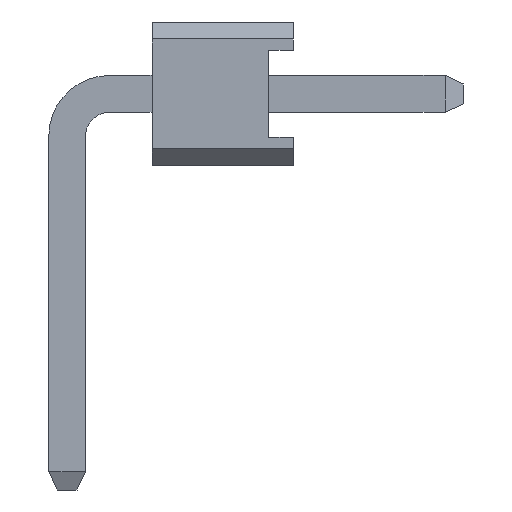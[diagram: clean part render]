
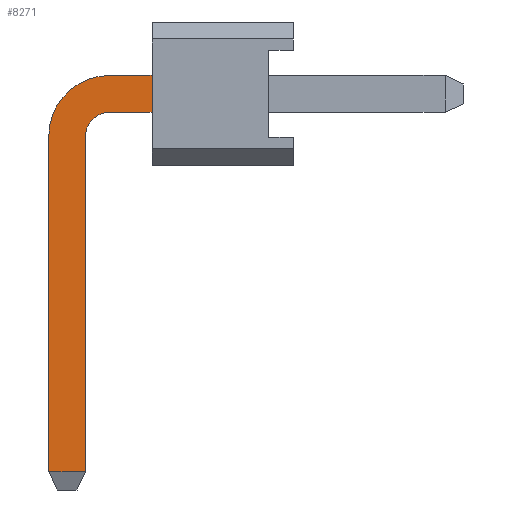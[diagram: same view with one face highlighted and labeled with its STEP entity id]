
A CAD part, left-side view. The second image highlights one B-rep face of the part: STEP entity #8271.
In plain terms, the highlighted planar face has unit normal (-1, 0, 0).
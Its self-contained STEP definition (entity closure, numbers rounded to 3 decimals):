
#674 = CARTESIAN_POINT ( 'NONE',  ( -0.325, 3.25, -0.325 ) ) ;
#688 = DIRECTION ( 'NONE',  ( 0., 0., 1. ) ) ;
#689 = DIRECTION ( 'NONE',  ( -1., 0., 0. ) ) ;
#690 = CARTESIAN_POINT ( 'NONE',  ( -0.325, 3.25, -0.75 ) ) ;
#691 = AXIS2_PLACEMENT_3D ( 'NONE', #690, #689, #688 ) ;
#692 = CIRCLE ( 'NONE', #691, 1.075 ) ;
#694 = CARTESIAN_POINT ( 'NONE',  ( -0.325, 3.25, 0.325 ) ) ;
#695 = DIRECTION ( 'NONE',  ( 0., -1., 0. ) ) ;
#696 = VECTOR ( 'NONE', #695, 1000. ) ;
#697 = CARTESIAN_POINT ( 'NONE',  ( -0.325, 3.25, 0.325 ) ) ;
#698 = LINE ( 'NONE', #697, #696 ) ;
#699 = DIRECTION ( 'NONE',  ( 0., -1., 0. ) ) ;
#700 = VECTOR ( 'NONE', #699, 1000. ) ;
#701 = CARTESIAN_POINT ( 'NONE',  ( -0.325, 3.25, -0.325 ) ) ;
#705 = LINE ( 'NONE', #701, #700 ) ;
#751 = PLANE ( 'NONE',  #753 ) ;
#752 = CARTESIAN_POINT ( 'NONE',  ( -0.325, 3.25, 0.325 ) ) ;
#753 = AXIS2_PLACEMENT_3D ( 'NONE', #752, #812, #811 ) ;
#754 = FACE_OUTER_BOUND ( 'NONE', #8272, .T. ) ;
#784 = AXIS2_PLACEMENT_3D ( 'NONE', #845, #844, #843 ) ;
#785 = CIRCLE ( 'NONE', #784, 0.425 ) ;
#787 = CARTESIAN_POINT ( 'NONE',  ( -0.325, 3.675, -0.75 ) ) ;
#788 = DIRECTION ( 'NONE',  ( 0., 0., -1. ) ) ;
#789 = VECTOR ( 'NONE', #788, 1000. ) ;
#790 = CARTESIAN_POINT ( 'NONE',  ( -0.325, 3.675, -0.75 ) ) ;
#791 = LINE ( 'NONE', #790, #789 ) ;
#792 = CARTESIAN_POINT ( 'NONE',  ( -0.325, 3.675, -6.678 ) ) ;
#793 = DIRECTION ( 'NONE',  ( 0., -1., 0. ) ) ;
#794 = VECTOR ( 'NONE', #793, 1000. ) ;
#795 = CARTESIAN_POINT ( 'NONE',  ( -0.325, 3.25, -6.678 ) ) ;
#796 = LINE ( 'NONE', #795, #794 ) ;
#805 = CARTESIAN_POINT ( 'NONE',  ( -0.325, 4.325, -6.678 ) ) ;
#806 = CARTESIAN_POINT ( 'NONE',  ( -0.325, 4.325, -0.75 ) ) ;
#807 = DIRECTION ( 'NONE',  ( 0., 0., -1. ) ) ;
#808 = VECTOR ( 'NONE', #807, 1000. ) ;
#809 = CARTESIAN_POINT ( 'NONE',  ( -0.325, 4.325, -0.75 ) ) ;
#810 = LINE ( 'NONE', #809, #808 ) ;
#811 = DIRECTION ( 'NONE',  ( 0., 0., -1. ) ) ;
#812 = DIRECTION ( 'NONE',  ( 1., 0., 0. ) ) ;
#843 = DIRECTION ( 'NONE',  ( 0., 0., 1. ) ) ;
#844 = DIRECTION ( 'NONE',  ( -1., 0., 0. ) ) ;
#845 = CARTESIAN_POINT ( 'NONE',  ( -0.325, 3.25, -0.75 ) ) ;
#5781 = CARTESIAN_POINT ( 'NONE',  ( -0.325, 2.5, 0.325 ) ) ;
#5782 = CARTESIAN_POINT ( 'NONE',  ( -0.325, 2.5, -0.325 ) ) ;
#5783 = DIRECTION ( 'NONE',  ( 0., 0., 1. ) ) ;
#5784 = VECTOR ( 'NONE', #5783, 1000. ) ;
#5785 = CARTESIAN_POINT ( 'NONE',  ( -0.325, 2.5, -1.27 ) ) ;
#5786 = LINE ( 'NONE', #5785, #5784 ) ;
#7458 = EDGE_CURVE ( 'NONE', #7459, #7460, #5786, .T. ) ;
#7459 = VERTEX_POINT ( 'NONE', #5782 ) ;
#7460 = VERTEX_POINT ( 'NONE', #5781 ) ;
#8208 = VERTEX_POINT ( 'NONE', #674 ) ;
#8226 = ORIENTED_EDGE ( 'NONE', *, *, #8227, .T. ) ;
#8227 = EDGE_CURVE ( 'NONE', #8208, #7459, #705, .T. ) ;
#8228 = ORIENTED_EDGE ( 'NONE', *, *, #7458, .T. ) ;
#8229 = ORIENTED_EDGE ( 'NONE', *, *, #8230, .F. ) ;
#8230 = EDGE_CURVE ( 'NONE', #8231, #7460, #698, .T. ) ;
#8231 = VERTEX_POINT ( 'NONE', #694 ) ;
#8232 = ORIENTED_EDGE ( 'NONE', *, *, #8233, .T. ) ;
#8233 = EDGE_CURVE ( 'NONE', #8231, #8275, #692, .T. ) ;
#8271 = ADVANCED_FACE ( 'NONE', ( #754 ), #751, .F. ) ;
#8272 = EDGE_LOOP ( 'NONE', ( #8273, #8282, #8285, #8288, #8226, #8228, #8229, #8232 ) ) ;
#8273 = ORIENTED_EDGE ( 'NONE', *, *, #8274, .T. ) ;
#8274 = EDGE_CURVE ( 'NONE', #8275, #8276, #810, .T. ) ;
#8275 = VERTEX_POINT ( 'NONE', #806 ) ;
#8276 = VERTEX_POINT ( 'NONE', #805 ) ;
#8282 = ORIENTED_EDGE ( 'NONE', *, *, #8283, .T. ) ;
#8283 = EDGE_CURVE ( 'NONE', #8276, #8284, #796, .T. ) ;
#8284 = VERTEX_POINT ( 'NONE', #792 ) ;
#8285 = ORIENTED_EDGE ( 'NONE', *, *, #8286, .F. ) ;
#8286 = EDGE_CURVE ( 'NONE', #8287, #8284, #791, .T. ) ;
#8287 = VERTEX_POINT ( 'NONE', #787 ) ;
#8288 = ORIENTED_EDGE ( 'NONE', *, *, #8289, .F. ) ;
#8289 = EDGE_CURVE ( 'NONE', #8208, #8287, #785, .T. ) ;
